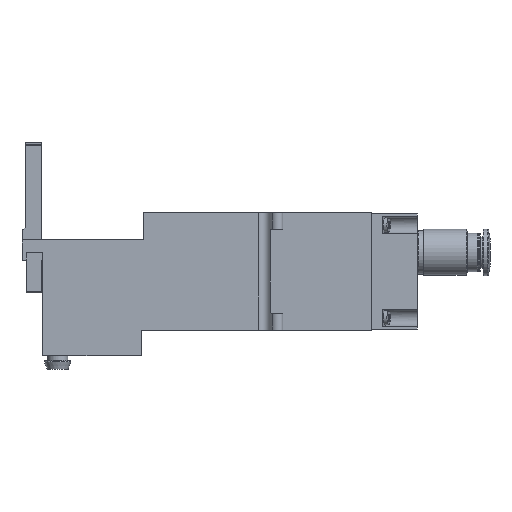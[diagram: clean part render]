
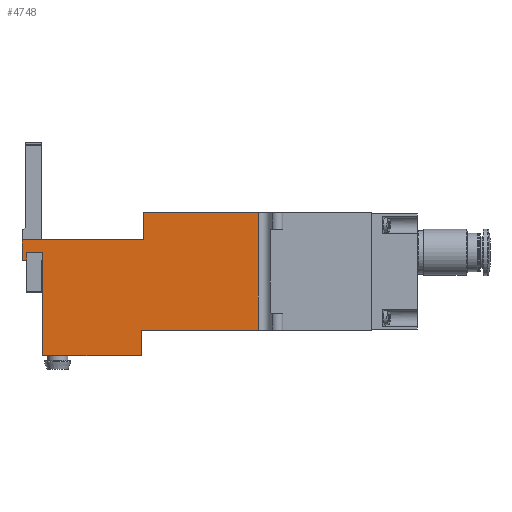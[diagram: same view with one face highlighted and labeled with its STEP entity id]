
A CAD part, top view. The second image highlights one B-rep face of the part: STEP entity #4748.
In plain terms, the highlighted face is planar.
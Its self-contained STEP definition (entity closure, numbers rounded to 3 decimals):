
#198=LINE('',#7507,#648);
#301=LINE('',#7756,#751);
#367=LINE('',#7898,#817);
#368=LINE('',#7900,#818);
#369=LINE('',#7902,#819);
#370=LINE('',#7904,#820);
#371=LINE('',#7906,#821);
#372=LINE('',#7908,#822);
#373=LINE('',#7910,#823);
#374=LINE('',#7912,#824);
#375=LINE('',#7914,#825);
#376=LINE('',#7916,#826);
#648=VECTOR('',#6018,1000.);
#751=VECTOR('',#6187,1000.);
#817=VECTOR('',#6305,1000.);
#818=VECTOR('',#6308,1000.);
#819=VECTOR('',#6309,1000.);
#820=VECTOR('',#6310,1000.);
#821=VECTOR('',#6311,1000.);
#822=VECTOR('',#6312,1000.);
#823=VECTOR('',#6313,1000.);
#824=VECTOR('',#6314,1000.);
#825=VECTOR('',#6315,1000.);
#826=VECTOR('',#6316,1000.);
#1404=ORIENTED_EDGE('',*,*,#2548,.T.);
#1405=ORIENTED_EDGE('',*,*,#2747,.T.);
#1406=ORIENTED_EDGE('',*,*,#2748,.T.);
#1407=ORIENTED_EDGE('',*,*,#2749,.T.);
#1408=ORIENTED_EDGE('',*,*,#2750,.T.);
#1409=ORIENTED_EDGE('',*,*,#2751,.T.);
#1410=ORIENTED_EDGE('',*,*,#2752,.T.);
#1411=ORIENTED_EDGE('',*,*,#2753,.F.);
#1412=ORIENTED_EDGE('',*,*,#2754,.F.);
#1413=ORIENTED_EDGE('',*,*,#2755,.T.);
#1414=ORIENTED_EDGE('',*,*,#2669,.T.);
#1415=ORIENTED_EDGE('',*,*,#2746,.T.);
#2548=EDGE_CURVE('',#3240,#3239,#198,.T.);
#2669=EDGE_CURVE('',#3353,#3352,#301,.T.);
#2746=EDGE_CURVE('',#3352,#3240,#367,.T.);
#2747=EDGE_CURVE('',#3239,#3403,#368,.T.);
#2748=EDGE_CURVE('',#3403,#3404,#369,.T.);
#2749=EDGE_CURVE('',#3404,#3405,#370,.T.);
#2750=EDGE_CURVE('',#3405,#3406,#371,.T.);
#2751=EDGE_CURVE('',#3406,#3407,#372,.T.);
#2752=EDGE_CURVE('',#3407,#3408,#373,.T.);
#2753=EDGE_CURVE('',#3409,#3408,#374,.T.);
#2754=EDGE_CURVE('',#3410,#3409,#375,.T.);
#2755=EDGE_CURVE('',#3410,#3353,#376,.T.);
#3239=VERTEX_POINT('',#7506);
#3240=VERTEX_POINT('',#7508);
#3352=VERTEX_POINT('',#7755);
#3353=VERTEX_POINT('',#7757);
#3403=VERTEX_POINT('',#7901);
#3404=VERTEX_POINT('',#7903);
#3405=VERTEX_POINT('',#7905);
#3406=VERTEX_POINT('',#7907);
#3407=VERTEX_POINT('',#7909);
#3408=VERTEX_POINT('',#7911);
#3409=VERTEX_POINT('',#7913);
#3410=VERTEX_POINT('',#7915);
#3916=EDGE_LOOP('',(#1404,#1405,#1406,#1407,#1408,#1409,#1410,#1411,#1412,
#1413,#1414,#1415));
#4260=FACE_BOUND('',#3916,.T.);
#4592=PLANE('',#5465);
#4748=ADVANCED_FACE('',(#4260),#4592,.F.);
#5465=AXIS2_PLACEMENT_3D('',#7899,#6306,#6307);
#6018=DIRECTION('',(-1.,0.,0.));
#6187=DIRECTION('',(1.,0.,0.));
#6305=DIRECTION('',(0.,-1.,0.));
#6306=DIRECTION('',(0.,0.,1.));
#6307=DIRECTION('',(1.,0.,0.));
#6308=DIRECTION('',(0.,1.,0.));
#6309=DIRECTION('',(-1.,0.,0.));
#6310=DIRECTION('',(0.,-1.,0.));
#6311=DIRECTION('',(-1.,0.,0.));
#6312=DIRECTION('',(0.,1.,0.));
#6313=DIRECTION('',(-1.,0.,0.));
#6314=DIRECTION('',(0.,-1.,0.));
#6315=DIRECTION('',(-1.,0.,0.));
#6316=DIRECTION('',(0.,-1.,0.));
#7506=CARTESIAN_POINT('',(34.9,20.85,-10.25));
#7507=CARTESIAN_POINT('',(36.3,20.85,-10.25));
#7508=CARTESIAN_POINT('',(36.3,20.85,-10.25));
#7755=CARTESIAN_POINT('',(36.3,26.85,-10.25));
#7756=CARTESIAN_POINT('',(36.3,26.85,-10.25));
#7757=CARTESIAN_POINT('',(0.,26.85,-10.25));
#7898=CARTESIAN_POINT('',(36.3,35.,-10.25));
#7899=CARTESIAN_POINT('',(36.3,35.,-10.25));
#7900=CARTESIAN_POINT('',(34.9,8.15,-10.25));
#7901=CARTESIAN_POINT('',(34.9,23.15,-10.25));
#7902=CARTESIAN_POINT('',(34.9,23.15,-10.25));
#7903=CARTESIAN_POINT('',(30.1,23.15,-10.25));
#7904=CARTESIAN_POINT('',(30.1,35.,-10.25));
#7905=CARTESIAN_POINT('',(30.1,-7.65,-10.25));
#7906=CARTESIAN_POINT('',(36.3,-7.65,-10.25));
#7907=CARTESIAN_POINT('',(0.8,-7.65,-10.25));
#7908=CARTESIAN_POINT('',(0.8,35.,-10.25));
#7909=CARTESIAN_POINT('',(0.8,0.,-10.25));
#7910=CARTESIAN_POINT('',(36.3,0.,-10.25));
#7911=CARTESIAN_POINT('',(-34.068,0.,-10.25));
#7912=CARTESIAN_POINT('',(-34.068,35.,-10.25));
#7913=CARTESIAN_POINT('',(-34.068,35.,-10.25));
#7914=CARTESIAN_POINT('',(36.3,35.,-10.25));
#7915=CARTESIAN_POINT('',(0.,35.,-10.25));
#7916=CARTESIAN_POINT('',(0.,35.,-10.25));
